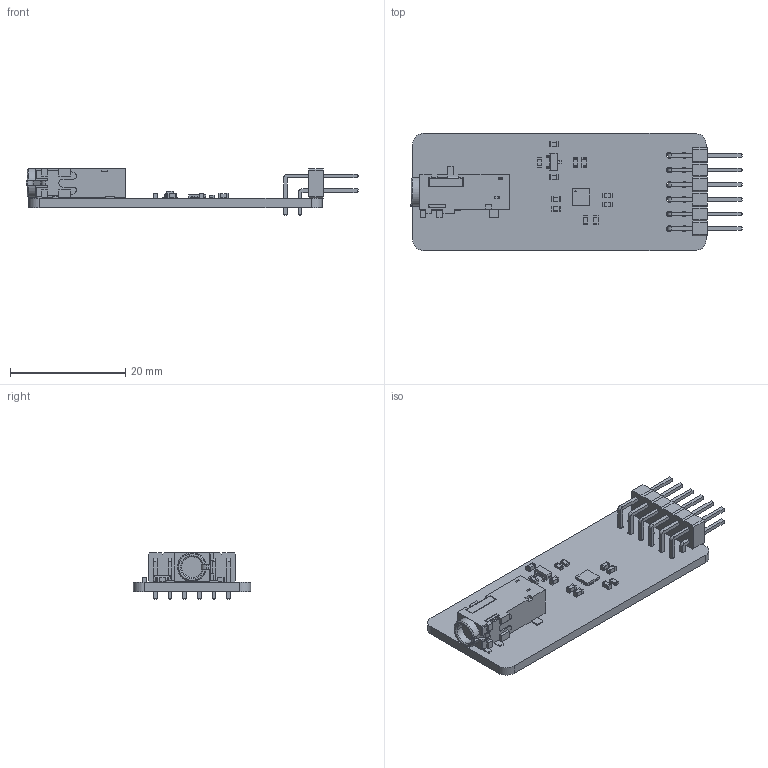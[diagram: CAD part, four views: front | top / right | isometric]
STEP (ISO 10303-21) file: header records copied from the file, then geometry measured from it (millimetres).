
FILE_DESCRIPTION(('KiCad electronic assembly'),'2;1');
FILE_NAME('sgtl5000_breakout.step','2019-05-12T13:59:26',('An Author'),( 'A Company'),'Open CASCADE STEP processor 6.9', 'KiCad to STEP converter','Unknown');
FILE_SCHEMA(('AUTOMOTIVE_DESIGN { 1 0 10303 214 1 1 1 1 }'));
Length unit declared in the file: millimetre
Products named in the file (14): Open CASCADE STEP translator 6.9 1; R_0603_1608Metric; SOLID; C_0603_1608Metric; QFN-20-1EP_3x3mm_P0.45mm_EP1.6x1.6mm; SOT-23; PinHeader_2x06_P2.54mm_Horizontal; CUI_SJ-43514-SMT-TR; COMPOUND
Assembly tree (22 placements, depth 3):
  Open CASCADE STEP translator 6.9 1
    R_0603_1608Metric  x3
      SOLID
    C_0603_1608Metric  x8
      SOLID
    QFN-20-1EP_3x3mm_P0.45mm_EP1.6x1.6mm
      SOLID
    SOT-23
      SOLID
    PinHeader_2x06_P2.54mm_Horizontal
      SOLID
    CUI_SJ-43514-SMT-TR
      SOLID
    COMPOUND
Bounding box: 57.52 x 20.32 x 8.1 mm (x, y, z)
Volume: 2352.7 mm3; surface area: 3704 mm2
Topology: 16 solids, 16 shells, 1010 faces, 2628 edges, 1695 vertices
Faces by surface type: plane 783, cylinder 193, bspline 27, torus 4, cone 3
Full cylindrical faces by diameter (mm): 0.2 x1, 1 x12, 1.7 x2
Entity records: 53956 total; most frequent: CARTESIAN_POINT 8686, DIRECTION 7526, LINE 5481, VECTOR 5481, ORIENTED_EDGE 3976, PCURVE 3976, DEFINITIONAL_REPRESENTATION 3976, EDGE_CURVE 1988
